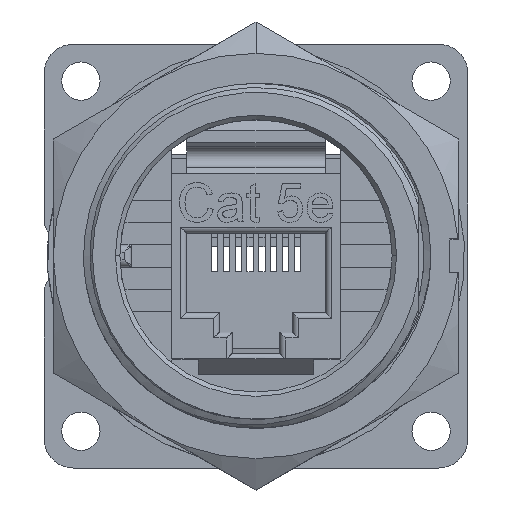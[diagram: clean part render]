
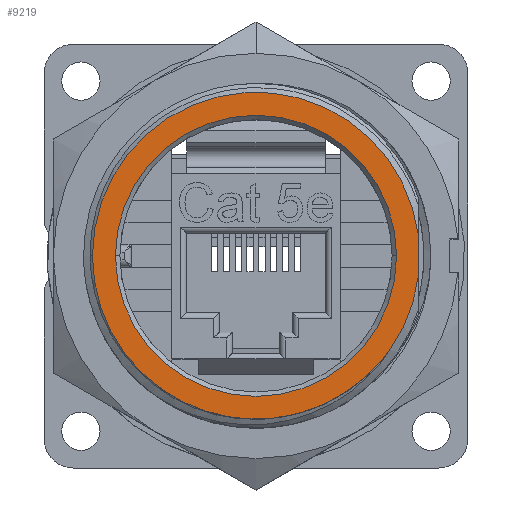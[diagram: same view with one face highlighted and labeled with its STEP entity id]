
A CAD part, top view. The second image highlights one B-rep face of the part: STEP entity #9219.
In plain terms, the highlighted planar face has unit normal (0, 0, 1).
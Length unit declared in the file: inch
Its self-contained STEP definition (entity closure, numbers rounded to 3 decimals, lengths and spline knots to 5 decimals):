
#390 = CARTESIAN_POINT ( 'NONE',  ( 0., 0., 0.665 ) ) ;
#659 = EDGE_LOOP ( 'NONE', ( #16275, #729, #19693, #8302, #12332, #19463, #4522 ) ) ;
#729 = ORIENTED_EDGE ( 'NONE', *, *, #24548, .F. ) ;
#805 = CARTESIAN_POINT ( 'NONE',  ( -0.477, 0., 0.665 ) ) ;
#831 = AXIS2_PLACEMENT_3D ( 'NONE', #25045, #13294, #1032 ) ;
#929 = FACE_BOUND ( 'NONE', #25973, .T. ) ;
#939 = PLANE ( 'NONE',  #11704 ) ;
#1032 = DIRECTION ( 'NONE',  ( 1., 0., 0. ) ) ;
#1698 = ORIENTED_EDGE ( 'NONE', *, *, #13402, .T. ) ;
#1880 = AXIS2_PLACEMENT_3D ( 'NONE', #11338, #25125, #13371 ) ;
#2242 = CARTESIAN_POINT ( 'NONE',  ( 0.44601, -0.33005, 0.665 ) ) ;
#2422 = DIRECTION ( 'NONE',  ( 1., 0., 0. ) ) ;
#2617 = CARTESIAN_POINT ( 'NONE',  ( 0.477, 0., 0.665 ) ) ;
#2626 = DIRECTION ( 'NONE',  ( 0., -1., 0. ) ) ;
#3001 = CARTESIAN_POINT ( 'NONE',  ( 0.04555, -0.55265, 0.665 ) ) ;
#3251 = CARTESIAN_POINT ( 'NONE',  ( 0., 0., 0.665 ) ) ;
#3515 = CARTESIAN_POINT ( 'NONE',  ( 0.05971, -0.55077, 0.665 ) ) ;
#4448 = CARTESIAN_POINT ( 'NONE',  ( 0.01713, -0.55474, 0.665 ) ) ;
#4522 = ORIENTED_EDGE ( 'NONE', *, *, #22897, .F. ) ;
#4606 = LINE ( 'NONE', #6656, #23441 ) ;
#4634 = CIRCLE ( 'NONE', #1880, 0.555 ) ;
#5031 = DIRECTION ( 'NONE',  ( 0., 0., -1. ) ) ;
#5304 = DIRECTION ( 'NONE',  ( -1., 0., 0. ) ) ;
#5599 = CARTESIAN_POINT ( 'NONE',  ( 0.45425, -0.31888, 0.665 ) ) ;
#6255 = CARTESIAN_POINT ( 'NONE',  ( 0.42825, -0.35145, 0.665 ) ) ;
#6507 = CARTESIAN_POINT ( 'NONE',  ( 0.42825, -0.35145, 0.665 ) ) ;
#6656 = CARTESIAN_POINT ( 'NONE',  ( 0.55, 0.477, 0.665 ) ) ;
#7780 = DIRECTION ( 'NONE',  ( 0., 0., 1. ) ) ;
#8098 = CARTESIAN_POINT ( 'NONE',  ( 0.55, -0.07433, 0.665 ) ) ;
#8302 = ORIENTED_EDGE ( 'NONE', *, *, #10646, .T. ) ;
#9016 = CARTESIAN_POINT ( 'NONE',  ( 0.55, 0.07433, 0.665 ) ) ;
#9077 = VERTEX_POINT ( 'NONE', #2617 ) ;
#9219 = ADVANCED_FACE ( 'NONE', ( #16573, #929 ), #939, .T. ) ;
#9852 = AXIS2_PLACEMENT_3D ( 'NONE', #390, #14687, #2422 ) ;
#10055 = CIRCLE ( 'NONE', #14918, 0.555 ) ;
#10527 = ORIENTED_EDGE ( 'NONE', *, *, #20035, .T. ) ;
#10646 = EDGE_CURVE ( 'NONE', #18328, #20720, #23525, .T. ) ;
#10732 = AXIS2_PLACEMENT_3D ( 'NONE', #19871, #7780, #21815 ) ;
#11246 = DIRECTION ( 'NONE',  ( 1., 0., 0. ) ) ;
#11338 = CARTESIAN_POINT ( 'NONE',  ( 0., 0., 0.665 ) ) ;
#11704 = AXIS2_PLACEMENT_3D ( 'NONE', #21185, #23115, #11246 ) ;
#12332 = ORIENTED_EDGE ( 'NONE', *, *, #13863, .T. ) ;
#13212 = CARTESIAN_POINT ( 'NONE',  ( 0.01713, -0.55474, 0.665 ) ) ;
#13294 = DIRECTION ( 'NONE',  ( 0., 0., -1. ) ) ;
#13371 = DIRECTION ( 'NONE',  ( -1., 0., 0. ) ) ;
#13402 = EDGE_CURVE ( 'NONE', #9077, #18589, #22246, .T. ) ;
#13863 = EDGE_CURVE ( 'NONE', #20720, #14276, #17394, .T. ) ;
#14276 = VERTEX_POINT ( 'NONE', #6507 ) ;
#14687 = DIRECTION ( 'NONE',  ( 0., 0., -1. ) ) ;
#14918 = AXIS2_PLACEMENT_3D ( 'NONE', #17263, #5031, #19231 ) ;
#14982 = CARTESIAN_POINT ( 'NONE',  ( -0.555, 0., 0.665 ) ) ;
#15265 = CARTESIAN_POINT ( 'NONE',  ( 0.03136, -0.55397, 0.665 ) ) ;
#15549 = EDGE_CURVE ( 'NONE', #25050, #20272, #4606, .T. ) ;
#16275 = ORIENTED_EDGE ( 'NONE', *, *, #15549, .F. ) ;
#16538 = CARTESIAN_POINT ( 'NONE',  ( 0.45425, -0.31888, 0.665 ) ) ;
#16573 = FACE_OUTER_BOUND ( 'NONE', #659, .T. ) ;
#16969 = B_SPLINE_CURVE_WITH_KNOTS ( 'NONE', 3,
 ( #6255, #20390, #2242, #16538 ),
 .UNSPECIFIED., .F., .F.,
 ( 4, 4 ),
 ( 0., 0.00106 ),
 .UNSPECIFIED. ) ;
#17263 = CARTESIAN_POINT ( 'NONE',  ( 0., 0., 0.665 ) ) ;
#17291 = CARTESIAN_POINT ( 'NONE',  ( 0.05971, -0.55077, 0.665 ) ) ;
#17394 = CIRCLE ( 'NONE', #10732, 0.554 ) ;
#17537 = DIRECTION ( 'NONE',  ( 0., 0., -1. ) ) ;
#18328 = VERTEX_POINT ( 'NONE', #4448 ) ;
#18589 = VERTEX_POINT ( 'NONE', #805 ) ;
#19231 = DIRECTION ( 'NONE',  ( -1., 0., 0. ) ) ;
#19463 = ORIENTED_EDGE ( 'NONE', *, *, #23784, .T. ) ;
#19693 = ORIENTED_EDGE ( 'NONE', *, *, #22963, .F. ) ;
#19871 = CARTESIAN_POINT ( 'NONE',  ( 0., 0., 0.665 ) ) ;
#19881 = VERTEX_POINT ( 'NONE', #14982 ) ;
#20035 = EDGE_CURVE ( 'NONE', #18589, #9077, #24154, .T. ) ;
#20272 = VERTEX_POINT ( 'NONE', #8098 ) ;
#20390 = CARTESIAN_POINT ( 'NONE',  ( 0.43734, -0.34091, 0.665 ) ) ;
#20720 = VERTEX_POINT ( 'NONE', #3515 ) ;
#20861 = AXIS2_PLACEMENT_3D ( 'NONE', #3251, #17537, #5304 ) ;
#21185 = CARTESIAN_POINT ( 'NONE',  ( 0., 0., 0.665 ) ) ;
#21815 = DIRECTION ( 'NONE',  ( 1., 0., 0. ) ) ;
#22246 = CIRCLE ( 'NONE', #9852, 0.477 ) ;
#22367 = VERTEX_POINT ( 'NONE', #5599 ) ;
#22897 = EDGE_CURVE ( 'NONE', #20272, #22367, #4634, .T. ) ;
#22963 = EDGE_CURVE ( 'NONE', #18328, #19881, #24667, .T. ) ;
#23115 = DIRECTION ( 'NONE',  ( 0., 0., 1. ) ) ;
#23441 = VECTOR ( 'NONE', #2626, 39.37008 ) ;
#23525 = B_SPLINE_CURVE_WITH_KNOTS ( 'NONE', 3,
 ( #13212, #15265, #3001, #17291 ),
 .UNSPECIFIED., .F., .F.,
 ( 4, 4 ),
 ( 0.03178, 0.03287 ),
 .UNSPECIFIED. ) ;
#23784 = EDGE_CURVE ( 'NONE', #14276, #22367, #16969, .T. ) ;
#24154 = CIRCLE ( 'NONE', #831, 0.477 ) ;
#24548 = EDGE_CURVE ( 'NONE', #19881, #25050, #10055, .T. ) ;
#24667 = CIRCLE ( 'NONE', #20861, 0.555 ) ;
#25045 = CARTESIAN_POINT ( 'NONE',  ( 0., 0., 0.665 ) ) ;
#25050 = VERTEX_POINT ( 'NONE', #9016 ) ;
#25125 = DIRECTION ( 'NONE',  ( 0., 0., -1. ) ) ;
#25973 = EDGE_LOOP ( 'NONE', ( #1698, #10527 ) ) ;
